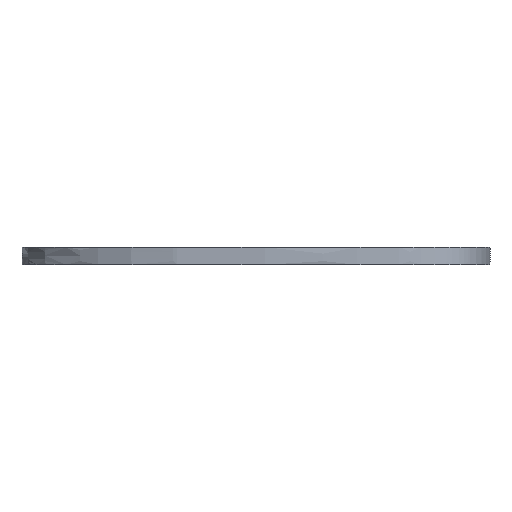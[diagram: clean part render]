
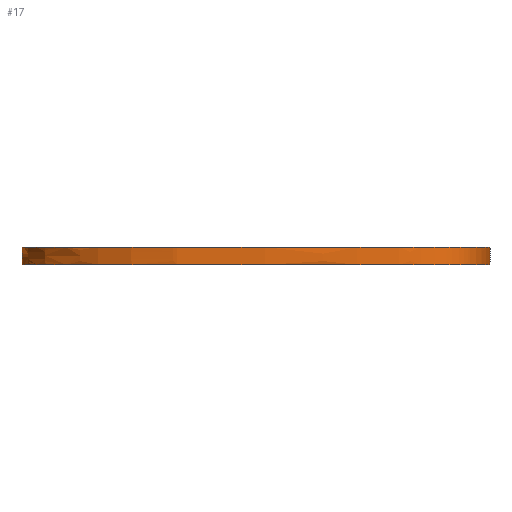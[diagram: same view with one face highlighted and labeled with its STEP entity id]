
A CAD part, left-side view. The second image highlights one B-rep face of the part: STEP entity #17.
In plain terms, the highlighted face is a extrusion surface.
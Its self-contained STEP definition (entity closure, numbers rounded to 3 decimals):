
#17 = ADVANCED_FACE('',(#18),#126,.T.);
#18 = FACE_BOUND('',#19,.T.);
#19 = EDGE_LOOP('',(#20,#30,#75,#83));
#20 = ORIENTED_EDGE('',*,*,#21,.T.);
#21 = EDGE_CURVE('',#22,#24,#26,.T.);
#22 = VERTEX_POINT('',#23);
#23 = CARTESIAN_POINT('',(151.101,-59.262,0.));
#24 = VERTEX_POINT('',#25);
#25 = CARTESIAN_POINT('',(151.101,-59.262,6.));
#26 = LINE('',#27,#28);
#27 = CARTESIAN_POINT('',(151.101,-59.262,0.));
#28 = VECTOR('',#29,1.);
#29 = DIRECTION('',(0.,0.,1.));
#30 = ORIENTED_EDGE('',*,*,#31,.T.);
#31 = EDGE_CURVE('',#24,#32,#34,.T.);
#32 = VERTEX_POINT('',#33);
#33 = CARTESIAN_POINT('',(73.453,50.004,6.));
#34 = B_SPLINE_CURVE_WITH_KNOTS('',3,(#35,#36,#37,#38,#39,#40,#41,#42,
    #43,#44,#45,#46,#47,#48,#49,#50,#51,#52,#53,#54,#55,#56,#57,#58,#59,
    #60,#61,#62,#63,#64,#65,#66,#67,#68,#69,#70,#71,#72,#73,#74),
  .UNSPECIFIED.,.F.,.F.,(4,2,2,2,2,2,2,2,2,2,2,2,2,2,2,2,2,2,2,4),(
    -117.363,-110.674,-104.157,-94.505,
    -88.999,-81.386,-73.094,-67.129,
    -60.476,-52.749,-41.928,-34.536,
    -27.92,-19.846,-18.038,-16.93,
    -15.336,-13.458,-11.773,-11.122),
  .UNSPECIFIED.);
#35 = CARTESIAN_POINT('',(151.101,-59.262,6.));
#36 = CARTESIAN_POINT('',(139.054,-58.855,6.));
#37 = CARTESIAN_POINT('',(127.728,-59.431,6.));
#38 = CARTESIAN_POINT('',(107.987,-63.598,6.));
#39 = CARTESIAN_POINT('',(101.168,-66.769,6.));
#40 = CARTESIAN_POINT('',(88.23,-75.364,6.));
#41 = CARTESIAN_POINT('',(83.772,-81.314,6.));
#42 = CARTESIAN_POINT('',(74.832,-89.317,6.));
#43 = CARTESIAN_POINT('',(71.085,-92.034,6.));
#44 = CARTESIAN_POINT('',(59.124,-96.896,6.));
#45 = CARTESIAN_POINT('',(51.915,-97.553,6.));
#46 = CARTESIAN_POINT('',(40.535,-97.546,6.));
#47 = CARTESIAN_POINT('',(34.206,-96.728,6.));
#48 = CARTESIAN_POINT('',(24.546,-93.582,6.));
#49 = CARTESIAN_POINT('',(21.491,-91.954,6.));
#50 = CARTESIAN_POINT('',(16.424,-88.202,6.));
#51 = CARTESIAN_POINT('',(14.314,-85.84,6.));
#52 = CARTESIAN_POINT('',(10.636,-79.652,6.));
#53 = CARTESIAN_POINT('',(9.153,-75.559,6.));
#54 = CARTESIAN_POINT('',(6.514,-63.314,6.));
#55 = CARTESIAN_POINT('',(5.692,-54.056,6.));
#56 = CARTESIAN_POINT('',(5.084,-32.373,6.));
#57 = CARTESIAN_POINT('',(5.029,-20.97,6.));
#58 = CARTESIAN_POINT('',(5.546,-3.908,6.));
#59 = CARTESIAN_POINT('',(6.066,3.088,6.));
#60 = CARTESIAN_POINT('',(8.452,17.665,6.));
#61 = CARTESIAN_POINT('',(11.178,29.015,6.));
#62 = CARTESIAN_POINT('',(20.668,44.088,6.));
#63 = CARTESIAN_POINT('',(24.09,49.229,6.));
#64 = CARTESIAN_POINT('',(31.084,55.644,6.));
#65 = CARTESIAN_POINT('',(33.933,57.499,6.));
#66 = CARTESIAN_POINT('',(42.123,60.648,6.));
#67 = CARTESIAN_POINT('',(47.016,60.957,6.));
#68 = CARTESIAN_POINT('',(54.319,60.76,6.));
#69 = CARTESIAN_POINT('',(58.3,60.038,6.));
#70 = CARTESIAN_POINT('',(65.286,57.277,6.));
#71 = CARTESIAN_POINT('',(68.285,55.407,6.));
#72 = CARTESIAN_POINT('',(71.837,51.974,6.));
#73 = CARTESIAN_POINT('',(72.694,50.993,6.));
#74 = CARTESIAN_POINT('',(73.453,50.004,6.));
#75 = ORIENTED_EDGE('',*,*,#76,.F.);
#76 = EDGE_CURVE('',#77,#32,#79,.T.);
#77 = VERTEX_POINT('',#78);
#78 = CARTESIAN_POINT('',(73.453,50.004,0.));
#79 = LINE('',#80,#81);
#80 = CARTESIAN_POINT('',(73.453,50.004,0.));
#81 = VECTOR('',#82,1.);
#82 = DIRECTION('',(0.,0.,1.));
#83 = ORIENTED_EDGE('',*,*,#84,.F.);
#84 = EDGE_CURVE('',#22,#77,#85,.T.);
#85 = B_SPLINE_CURVE_WITH_KNOTS('',3,(#86,#87,#88,#89,#90,#91,#92,#93,
    #94,#95,#96,#97,#98,#99,#100,#101,#102,#103,#104,#105,#106,#107,#108
    ,#109,#110,#111,#112,#113,#114,#115,#116,#117,#118,#119,#120,#121,
    #122,#123,#124,#125),.UNSPECIFIED.,.F.,.F.,(4,2,2,2,2,2,2,2,2,2,2,2,
    2,2,2,2,2,2,2,4),(-117.363,-110.674,-104.157,
    -94.505,-88.999,-81.386,-73.094,
    -67.129,-60.476,-52.749,-41.928,
    -34.536,-27.92,-19.846,-18.038,
    -16.93,-15.336,-13.458,-11.773,
    -11.122),.UNSPECIFIED.);
#86 = CARTESIAN_POINT('',(151.101,-59.262,0.));
#87 = CARTESIAN_POINT('',(139.054,-58.855,0.));
#88 = CARTESIAN_POINT('',(127.728,-59.431,0.));
#89 = CARTESIAN_POINT('',(107.987,-63.598,0.));
#90 = CARTESIAN_POINT('',(101.168,-66.769,0.));
#91 = CARTESIAN_POINT('',(88.23,-75.364,0.));
#92 = CARTESIAN_POINT('',(83.772,-81.314,0.));
#93 = CARTESIAN_POINT('',(74.832,-89.317,0.));
#94 = CARTESIAN_POINT('',(71.085,-92.034,0.));
#95 = CARTESIAN_POINT('',(59.124,-96.896,0.));
#96 = CARTESIAN_POINT('',(51.915,-97.553,0.));
#97 = CARTESIAN_POINT('',(40.535,-97.546,0.));
#98 = CARTESIAN_POINT('',(34.206,-96.728,0.));
#99 = CARTESIAN_POINT('',(24.546,-93.582,0.));
#100 = CARTESIAN_POINT('',(21.491,-91.954,0.));
#101 = CARTESIAN_POINT('',(16.424,-88.202,0.));
#102 = CARTESIAN_POINT('',(14.314,-85.84,0.));
#103 = CARTESIAN_POINT('',(10.636,-79.652,0.));
#104 = CARTESIAN_POINT('',(9.153,-75.559,0.));
#105 = CARTESIAN_POINT('',(6.514,-63.314,0.));
#106 = CARTESIAN_POINT('',(5.692,-54.056,0.));
#107 = CARTESIAN_POINT('',(5.084,-32.373,0.));
#108 = CARTESIAN_POINT('',(5.029,-20.97,0.));
#109 = CARTESIAN_POINT('',(5.546,-3.908,0.));
#110 = CARTESIAN_POINT('',(6.066,3.088,0.));
#111 = CARTESIAN_POINT('',(8.452,17.665,0.));
#112 = CARTESIAN_POINT('',(11.178,29.015,0.));
#113 = CARTESIAN_POINT('',(20.668,44.088,0.));
#114 = CARTESIAN_POINT('',(24.09,49.229,0.));
#115 = CARTESIAN_POINT('',(31.084,55.644,0.));
#116 = CARTESIAN_POINT('',(33.933,57.499,0.));
#117 = CARTESIAN_POINT('',(42.123,60.648,0.));
#118 = CARTESIAN_POINT('',(47.016,60.957,0.));
#119 = CARTESIAN_POINT('',(54.319,60.76,0.));
#120 = CARTESIAN_POINT('',(58.3,60.038,0.));
#121 = CARTESIAN_POINT('',(65.286,57.277,0.));
#122 = CARTESIAN_POINT('',(68.285,55.407,0.));
#123 = CARTESIAN_POINT('',(71.837,51.974,0.));
#124 = CARTESIAN_POINT('',(72.694,50.993,0.));
#125 = CARTESIAN_POINT('',(73.453,50.004,0.));
#126 = SURFACE_OF_LINEAR_EXTRUSION('',#127,#168);
#127 = B_SPLINE_CURVE_WITH_KNOTS('',3,(#128,#129,#130,#131,#132,#133,
    #134,#135,#136,#137,#138,#139,#140,#141,#142,#143,#144,#145,#146,
    #147,#148,#149,#150,#151,#152,#153,#154,#155,#156,#157,#158,#159,
    #160,#161,#162,#163,#164,#165,#166,#167),.UNSPECIFIED.,.F.,.F.,(4,2,
    2,2,2,2,2,2,2,2,2,2,2,2,2,2,2,2,2,4),(-117.363,-110.674
    ,-104.157,-94.505,-88.999,-81.386,
    -73.094,-67.129,-60.476,-52.749,
    -41.928,-34.536,-27.92,-19.846,
    -18.038,-16.93,-15.336,-13.458,
    -11.773,-11.122),.UNSPECIFIED.);
#128 = CARTESIAN_POINT('',(151.101,-59.262,0.));
#129 = CARTESIAN_POINT('',(139.054,-58.855,0.));
#130 = CARTESIAN_POINT('',(127.728,-59.431,0.));
#131 = CARTESIAN_POINT('',(107.987,-63.598,0.));
#132 = CARTESIAN_POINT('',(101.168,-66.769,0.));
#133 = CARTESIAN_POINT('',(88.23,-75.364,0.));
#134 = CARTESIAN_POINT('',(83.772,-81.314,0.));
#135 = CARTESIAN_POINT('',(74.832,-89.317,0.));
#136 = CARTESIAN_POINT('',(71.085,-92.034,0.));
#137 = CARTESIAN_POINT('',(59.124,-96.896,0.));
#138 = CARTESIAN_POINT('',(51.915,-97.553,0.));
#139 = CARTESIAN_POINT('',(40.535,-97.546,0.));
#140 = CARTESIAN_POINT('',(34.206,-96.728,0.));
#141 = CARTESIAN_POINT('',(24.546,-93.582,0.));
#142 = CARTESIAN_POINT('',(21.491,-91.954,0.));
#143 = CARTESIAN_POINT('',(16.424,-88.202,0.));
#144 = CARTESIAN_POINT('',(14.314,-85.84,0.));
#145 = CARTESIAN_POINT('',(10.636,-79.652,0.));
#146 = CARTESIAN_POINT('',(9.153,-75.559,0.));
#147 = CARTESIAN_POINT('',(6.514,-63.314,0.));
#148 = CARTESIAN_POINT('',(5.692,-54.056,0.));
#149 = CARTESIAN_POINT('',(5.084,-32.373,0.));
#150 = CARTESIAN_POINT('',(5.029,-20.97,0.));
#151 = CARTESIAN_POINT('',(5.546,-3.908,0.));
#152 = CARTESIAN_POINT('',(6.066,3.088,0.));
#153 = CARTESIAN_POINT('',(8.452,17.665,0.));
#154 = CARTESIAN_POINT('',(11.178,29.015,0.));
#155 = CARTESIAN_POINT('',(20.668,44.088,0.));
#156 = CARTESIAN_POINT('',(24.09,49.229,0.));
#157 = CARTESIAN_POINT('',(31.084,55.644,0.));
#158 = CARTESIAN_POINT('',(33.933,57.499,0.));
#159 = CARTESIAN_POINT('',(42.123,60.648,0.));
#160 = CARTESIAN_POINT('',(47.016,60.957,0.));
#161 = CARTESIAN_POINT('',(54.319,60.76,0.));
#162 = CARTESIAN_POINT('',(58.3,60.038,0.));
#163 = CARTESIAN_POINT('',(65.286,57.277,0.));
#164 = CARTESIAN_POINT('',(68.285,55.407,0.));
#165 = CARTESIAN_POINT('',(71.837,51.974,0.));
#166 = CARTESIAN_POINT('',(72.694,50.993,0.));
#167 = CARTESIAN_POINT('',(73.453,50.004,0.));
#168 = VECTOR('',#169,1.);
#169 = DIRECTION('',(-0.,-0.,-1.));
